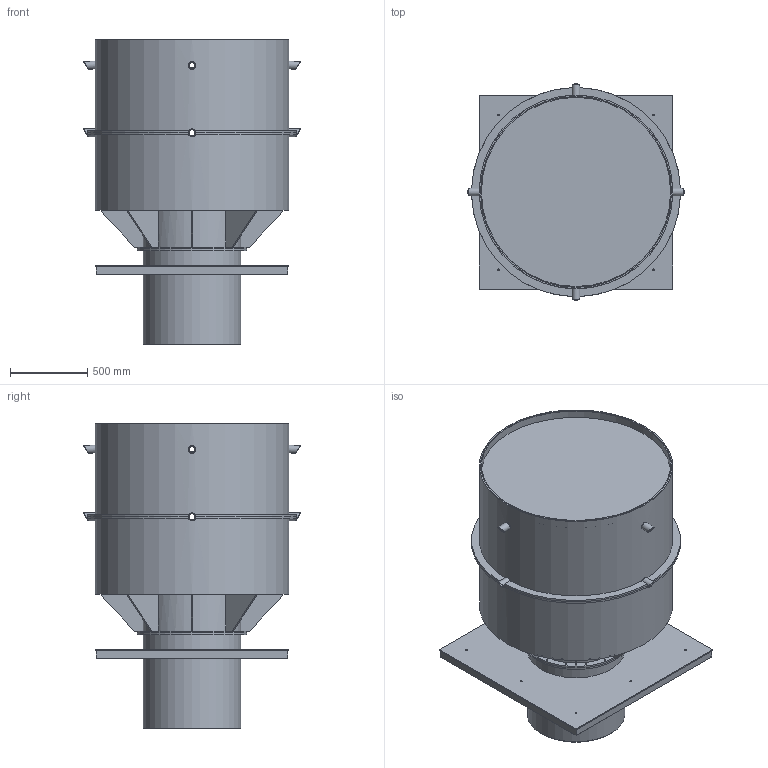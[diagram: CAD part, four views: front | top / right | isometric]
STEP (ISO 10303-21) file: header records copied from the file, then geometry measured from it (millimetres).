
FILE_DESCRIPTION(/* description */ ('VRV400 mit Montageplatte'),/* implementation_level */ '2;1');
FILE_NAME(/* name */ 'VRV450_MPL_model.stp',/* time_stamp */ '2021-07-22T15:27:25+02:00',/* author */ ('Rissler'),/* organization */ ('Mietzsch GmbH Lufttechnik Dresden'),/* preprocessor_version */ 'ST-DEVELOPER v18.1',/* originating_system */ 'Autodesk Inventor 2020',/* authorisation */ '');
FILE_SCHEMA (('AUTOMOTIVE_DESIGN { 1 0 10303 214 3 1 1 }'));
Length unit declared in the file: millimetre
Products named in the file (1): VRV_iL_CSV
Bounding box: 1400 x 1400 x 1964 mm (x, y, z)
Volume: 74753343.6 mm3; surface area: 21874288.2 mm2
Topology: 20 solids, 20 shells, 226 faces, 586 edges, 404 vertices
Faces by surface type: plane 117, cylinder 109
Full cylindrical faces by diameter (mm): 10 x32, 11 x8, 40 x12, 50 x12, 622 x1, 624 x1, 630 x5, 710 x2, 1222 x1, 1234 x2, 1250 x1
Entity records: 8508 total; most frequent: CARTESIAN_POINT 2508, DIRECTION 1203, ORIENTED_EDGE 1186, EDGE_CURVE 593, AXIS2_PLACEMENT_3D 451, VERTEX_POINT 404, EDGE_LOOP 349, LINE 301
